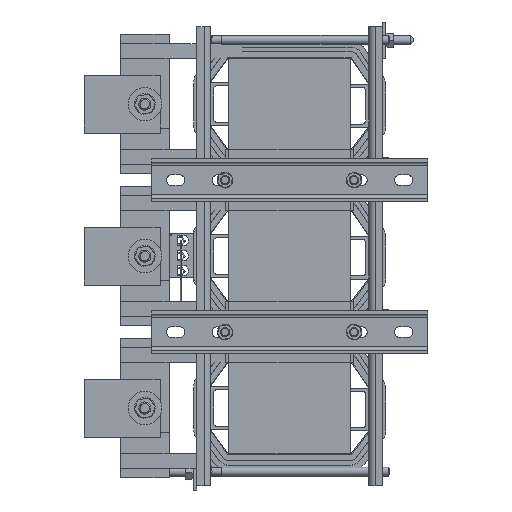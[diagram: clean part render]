
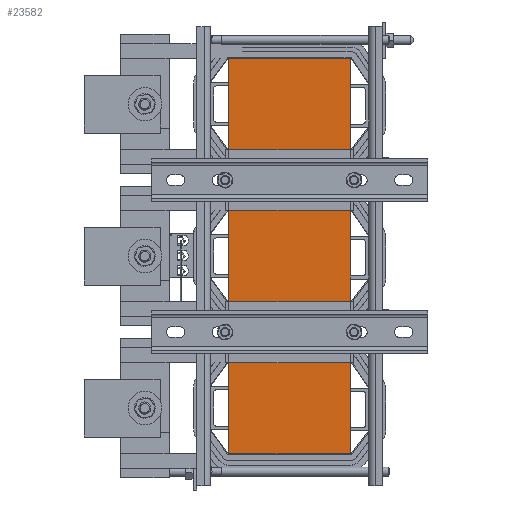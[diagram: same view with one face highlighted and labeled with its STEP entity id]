
A CAD part, left-side view. The second image highlights one B-rep face of the part: STEP entity #23582.
In plain terms, the highlighted planar face has unit normal (-1, 0, 0).
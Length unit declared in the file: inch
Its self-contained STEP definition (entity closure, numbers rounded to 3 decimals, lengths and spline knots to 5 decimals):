
#2396=FACE_OUTER_BOUND('',#3712,.T.);
#3712=EDGE_LOOP('',(#16713,#16714,#16715,#16716));
#5398=LINE('',#34666,#7801);
#5400=LINE('',#34671,#7803);
#5401=LINE('',#34672,#7804);
#5402=LINE('',#34673,#7805);
#7801=VECTOR('',#28427,0.3937);
#7803=VECTOR('',#28431,0.3937);
#7804=VECTOR('',#28432,0.3937);
#7805=VECTOR('',#28433,0.3937);
#10140=VERTEX_POINT('',#34663);
#10141=VERTEX_POINT('',#34665);
#10142=VERTEX_POINT('',#34669);
#10143=VERTEX_POINT('',#34670);
#12630=EDGE_CURVE('',#10141,#10140,#5398,.T.);
#12632=EDGE_CURVE('',#10142,#10143,#5400,.T.);
#12633=EDGE_CURVE('',#10143,#10141,#5401,.T.);
#12634=EDGE_CURVE('',#10142,#10140,#5402,.T.);
#16713=ORIENTED_EDGE('',*,*,#12632,.T.);
#16714=ORIENTED_EDGE('',*,*,#12633,.T.);
#16715=ORIENTED_EDGE('',*,*,#12630,.T.);
#16716=ORIENTED_EDGE('',*,*,#12634,.F.);
#22616=PLANE('',#25718);
#23582=ADVANCED_FACE('',(#2396),#22616,.T.);
#25718=AXIS2_PLACEMENT_3D('',#34668,#28429,#28430);
#28427=DIRECTION('',(0.,-1.,0.));
#28429=DIRECTION('center_axis',(-1.,0.,0.));
#28430=DIRECTION('ref_axis',(0.,0.,1.));
#28431=DIRECTION('',(0.,1.,0.));
#28432=DIRECTION('',(0.,0.,-1.));
#28433=DIRECTION('',(0.,0.,-1.));
#34663=CARTESIAN_POINT('',(-1.21835,-4.15155,-8.125));
#34665=CARTESIAN_POINT('',(-1.21835,0.84845,-8.125));
#34666=CARTESIAN_POINT('',(-1.21835,-4.15155,-8.125));
#34668=CARTESIAN_POINT('Origin',(-1.21835,-4.15155,0.));
#34669=CARTESIAN_POINT('',(-1.21835,-4.15155,8.125));
#34670=CARTESIAN_POINT('',(-1.21835,0.84845,8.125));
#34671=CARTESIAN_POINT('',(-1.21835,-4.15155,8.125));
#34672=CARTESIAN_POINT('',(-1.21835,0.84845,0.));
#34673=CARTESIAN_POINT('',(-1.21835,-4.15155,0.));
